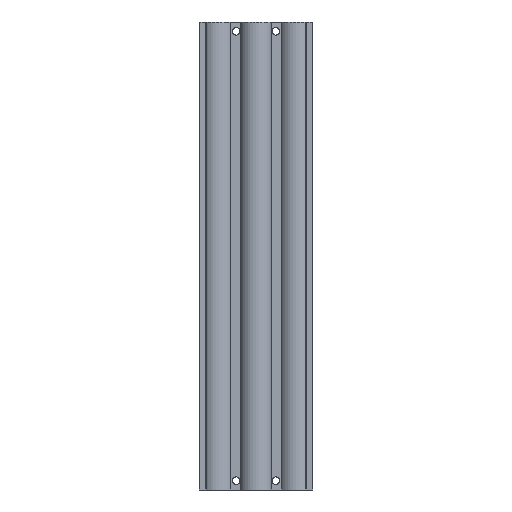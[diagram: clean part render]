
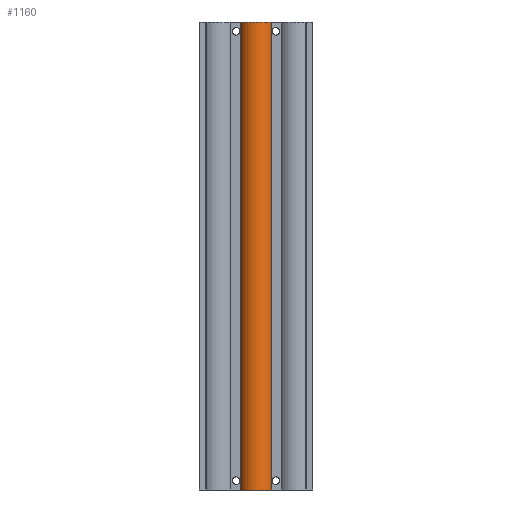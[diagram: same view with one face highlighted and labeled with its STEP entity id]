
A CAD part, front view. The second image highlights one B-rep face of the part: STEP entity #1160.
In plain terms, the highlighted cylindrical face has radius 14.3 mm (diameter 28.6 mm), a partial arc.
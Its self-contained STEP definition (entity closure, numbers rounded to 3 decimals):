
#39 = VERTEX_POINT ( 'NONE', #21930 ) ;
#220 = VERTEX_POINT ( 'NONE', #875 ) ;
#382 = VERTEX_POINT ( 'NONE', #713 ) ;
#383 = VERTEX_POINT ( 'NONE', #712 ) ;
#712 = CARTESIAN_POINT ( 'NONE',  ( 13.397, -6.75, 403. ) ) ;
#713 = CARTESIAN_POINT ( 'NONE',  ( 13.397, -6.75, 0. ) ) ;
#875 = CARTESIAN_POINT ( 'NONE',  ( -13.397, -6.75, 403. ) ) ;
#1160 = ADVANCED_FACE ( 'NONE', ( #23146 ), #23134, .T. ) ;
#4119 = VECTOR ( 'NONE', #14628, 1000. ) ;
#4121 = LINE ( 'NONE', #14627, #4119 ) ;
#4124 = VECTOR ( 'NONE', #14626, 1000. ) ;
#4126 = LINE ( 'NONE', #14625, #4124 ) ;
#4462 = CIRCLE ( 'NONE', #12899, 14.3 ) ;
#5841 = EDGE_CURVE ( 'NONE', #220, #383, #21537, .T. ) ;
#8140 = CARTESIAN_POINT ( 'NONE',  ( 0., -1.75, 0. ) ) ;
#8141 = DIRECTION ( 'NONE',  ( 0., 0., 1. ) ) ;
#8142 = DIRECTION ( 'NONE',  ( 1., 0., 0. ) ) ;
#12308 = AXIS2_PLACEMENT_3D ( 'NONE', #26534, #26533, #26532 ) ;
#12671 = AXIS2_PLACEMENT_3D ( 'NONE', #18387, #18386, #18385 ) ;
#12899 = AXIS2_PLACEMENT_3D ( 'NONE', #8140, #8141, #8142 ) ;
#14210 = EDGE_LOOP ( 'NONE', ( #24957, #24958, #24959, #24960 ) ) ;
#14625 = CARTESIAN_POINT ( 'NONE',  ( -13.397, -6.75, 403. ) ) ;
#14626 = DIRECTION ( 'NONE',  ( 0., 0., -1. ) ) ;
#14627 = CARTESIAN_POINT ( 'NONE',  ( 13.397, -6.75, 403. ) ) ;
#14628 = DIRECTION ( 'NONE',  ( 0., 0., -1. ) ) ;
#16772 = EDGE_CURVE ( 'NONE', #39, #382, #4462, .T. ) ;
#16865 = EDGE_CURVE ( 'NONE', #220, #39, #4126, .T. ) ;
#16866 = EDGE_CURVE ( 'NONE', #383, #382, #4121, .T. ) ;
#18385 = DIRECTION ( 'NONE',  ( 1., 0., 0. ) ) ;
#18386 = DIRECTION ( 'NONE',  ( 0., 0., 1. ) ) ;
#18387 = CARTESIAN_POINT ( 'NONE',  ( 0., -1.75, 403. ) ) ;
#21537 = CIRCLE ( 'NONE', #12671, 14.3 ) ;
#21930 = CARTESIAN_POINT ( 'NONE',  ( -13.397, -6.75, 0. ) ) ;
#23134 = CYLINDRICAL_SURFACE ( 'NONE', #12308, 14.3 ) ;
#23146 = FACE_OUTER_BOUND ( 'NONE', #14210, .T. ) ;
#24957 = ORIENTED_EDGE ( 'NONE', *, *, #16772, .T. ) ;
#24958 = ORIENTED_EDGE ( 'NONE', *, *, #16866, .F. ) ;
#24959 = ORIENTED_EDGE ( 'NONE', *, *, #5841, .F. ) ;
#24960 = ORIENTED_EDGE ( 'NONE', *, *, #16865, .T. ) ;
#26532 = DIRECTION ( 'NONE',  ( -1., 0., 0. ) ) ;
#26533 = DIRECTION ( 'NONE',  ( 0., 0., -1. ) ) ;
#26534 = CARTESIAN_POINT ( 'NONE',  ( 0., -1.75, 403. ) ) ;
